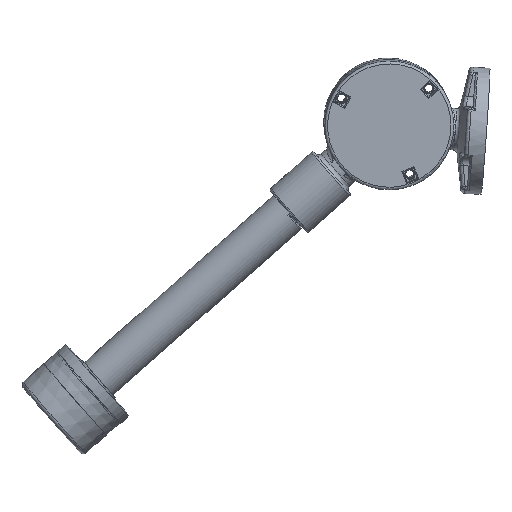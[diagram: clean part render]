
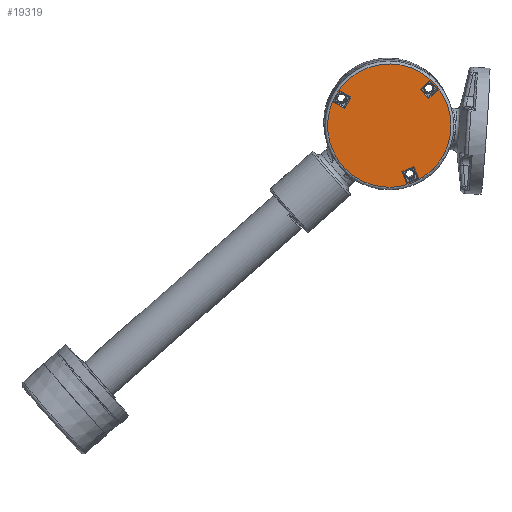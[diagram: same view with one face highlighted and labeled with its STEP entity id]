
A CAD part, left-side view. The second image highlights one B-rep face of the part: STEP entity #19319.
In plain terms, the highlighted face is planar.
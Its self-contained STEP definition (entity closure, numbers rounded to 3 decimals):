
#770=FACE_BOUND('',#2787,.T.);
#771=FACE_BOUND('',#2788,.T.);
#772=FACE_BOUND('',#2789,.T.);
#1602=FACE_OUTER_BOUND('',#2786,.T.);
#2786=EDGE_LOOP('',(#13296));
#2787=EDGE_LOOP('',(#13297,#13298,#13299,#13300));
#2788=EDGE_LOOP('',(#13301,#13302,#13303,#13304));
#2789=EDGE_LOOP('',(#13305,#13306,#13307,#13308));
#4093=CIRCLE('',#20533,34.1);
#5003=LINE('',#30487,#6349);
#5075=LINE('',#31886,#6421);
#5079=LINE('',#31893,#6425);
#5082=LINE('',#31898,#6428);
#5101=LINE('',#33156,#6447);
#5145=LINE('',#33963,#6491);
#5162=LINE('',#34044,#6508);
#5163=LINE('',#34046,#6509);
#5167=LINE('',#34054,#6513);
#5168=LINE('',#34057,#6514);
#5169=LINE('',#34059,#6515);
#5170=LINE('',#34060,#6516);
#6349=VECTOR('',#23080,7.2);
#6421=VECTOR('',#23462,7.2);
#6425=VECTOR('',#23468,7.2);
#6428=VECTOR('',#23473,7.2);
#6447=VECTOR('',#23628,7.2);
#6491=VECTOR('',#23918,7.2);
#6508=VECTOR('',#23981,7.2);
#6509=VECTOR('',#23984,7.2);
#6513=VECTOR('',#23992,7.2);
#6514=VECTOR('',#23995,7.2);
#6515=VECTOR('',#23996,7.2);
#6516=VECTOR('',#23997,7.2);
#7757=VERTEX_POINT('',#30481);
#7759=VERTEX_POINT('',#30485);
#7879=VERTEX_POINT('',#31076);
#7919=VERTEX_POINT('',#31883);
#7920=VERTEX_POINT('',#31885);
#7921=VERTEX_POINT('',#31889);
#7923=VERTEX_POINT('',#31895);
#7969=VERTEX_POINT('',#33152);
#7970=VERTEX_POINT('',#33154);
#8096=VERTEX_POINT('',#34040);
#8097=VERTEX_POINT('',#34042);
#8100=VERTEX_POINT('',#34056);
#8101=VERTEX_POINT('',#34058);
#9746=EDGE_CURVE('',#7757,#7759,#5003,.F.);
#9892=EDGE_CURVE('',#7879,#7879,#4093,.T.);
#9943=EDGE_CURVE('',#7920,#7919,#5075,.F.);
#9947=EDGE_CURVE('',#7921,#7920,#5079,.F.);
#9950=EDGE_CURVE('',#7923,#7921,#5082,.F.);
#10027=EDGE_CURVE('',#7969,#7970,#5101,.F.);
#10154=EDGE_CURVE('',#7919,#7923,#5145,.F.);
#10185=EDGE_CURVE('',#8096,#8097,#5162,.F.);
#10186=EDGE_CURVE('',#8097,#7757,#5163,.F.);
#10190=EDGE_CURVE('',#7759,#8096,#5167,.F.);
#10191=EDGE_CURVE('',#7970,#8100,#5168,.F.);
#10192=EDGE_CURVE('',#8100,#8101,#5169,.F.);
#10193=EDGE_CURVE('',#8101,#7969,#5170,.F.);
#13296=ORIENTED_EDGE('',*,*,#9892,.T.);
#13297=ORIENTED_EDGE('',*,*,#9950,.T.);
#13298=ORIENTED_EDGE('',*,*,#9947,.T.);
#13299=ORIENTED_EDGE('',*,*,#9943,.T.);
#13300=ORIENTED_EDGE('',*,*,#10154,.T.);
#13301=ORIENTED_EDGE('',*,*,#10191,.T.);
#13302=ORIENTED_EDGE('',*,*,#10192,.T.);
#13303=ORIENTED_EDGE('',*,*,#10193,.T.);
#13304=ORIENTED_EDGE('',*,*,#10027,.T.);
#13305=ORIENTED_EDGE('',*,*,#10186,.T.);
#13306=ORIENTED_EDGE('',*,*,#9746,.T.);
#13307=ORIENTED_EDGE('',*,*,#10190,.T.);
#13308=ORIENTED_EDGE('',*,*,#10185,.T.);
#18504=PLANE('',#20781);
#19319=ADVANCED_FACE('',(#1602,#770,#771,#772),#18504,.T.);
#20533=AXIS2_PLACEMENT_3D('',#31077,#23385,#23386);
#20781=AXIS2_PLACEMENT_3D('',#34055,#23993,#23994);
#23080=DIRECTION('',(-0.423,0.,-0.906));
#23385=DIRECTION('center_axis',(0.,-1.,0.));
#23386=DIRECTION('ref_axis',(1.,0.,0.));
#23462=DIRECTION('',(-0.454,0.,0.891));
#23468=DIRECTION('',(-0.891,0.,-0.454));
#23473=DIRECTION('',(0.454,0.,-0.891));
#23628=DIRECTION('',(-0.719,0.,0.695));
#23918=DIRECTION('',(0.891,0.,0.454));
#23981=DIRECTION('',(0.423,0.,0.906));
#23984=DIRECTION('',(0.906,0.,-0.423));
#23992=DIRECTION('',(-0.906,0.,0.423));
#23993=DIRECTION('center_axis',(0.,-1.,0.));
#23994=DIRECTION('ref_axis',(0.,0.,-1.));
#23995=DIRECTION('',(0.695,0.,0.719));
#23996=DIRECTION('',(0.719,0.,-0.695));
#23997=DIRECTION('',(-0.695,0.,-0.719));
#30481=CARTESIAN_POINT('',(22.224,-13.5,-14.335));
#30485=CARTESIAN_POINT('',(25.267,-13.5,-7.81));
#30487=CARTESIAN_POINT('',(25.267,-13.5,-7.81));
#31076=CARTESIAN_POINT('',(34.1,-13.5,0.));
#31077=CARTESIAN_POINT('Origin',(0.,-13.5,0.));
#31883=CARTESIAN_POINT('',(-8.687,-13.5,24.979));
#31885=CARTESIAN_POINT('',(-11.956,-13.5,31.394));
#31886=CARTESIAN_POINT('',(-8.687,-13.5,24.979));
#31889=CARTESIAN_POINT('',(-18.371,-13.5,28.125));
#31893=CARTESIAN_POINT('',(-11.956,-13.5,31.394));
#31895=CARTESIAN_POINT('',(-15.102,-13.5,21.71));
#31898=CARTESIAN_POINT('',(-18.371,-13.5,28.125));
#33152=CARTESIAN_POINT('',(-20.79,-13.5,-16.346));
#33154=CARTESIAN_POINT('',(-15.61,-13.5,-21.347));
#33156=CARTESIAN_POINT('',(-15.61,-13.5,-21.347));
#33963=CARTESIAN_POINT('',(-15.102,-13.5,21.71));
#34040=CARTESIAN_POINT('',(31.792,-13.5,-10.853));
#34042=CARTESIAN_POINT('',(28.749,-13.5,-17.378));
#34044=CARTESIAN_POINT('',(28.749,-13.5,-17.378));
#34046=CARTESIAN_POINT('',(22.224,-13.5,-14.335));
#34054=CARTESIAN_POINT('',(31.792,-13.5,-10.853));
#34055=CARTESIAN_POINT('Origin',(0.,-13.5,0.));
#34056=CARTESIAN_POINT('',(-20.612,-13.5,-26.527));
#34057=CARTESIAN_POINT('',(-20.612,-13.5,-26.527));
#34058=CARTESIAN_POINT('',(-25.791,-13.5,-21.525));
#34059=CARTESIAN_POINT('',(-25.791,-13.5,-21.525));
#34060=CARTESIAN_POINT('',(-20.79,-13.5,-16.346));
